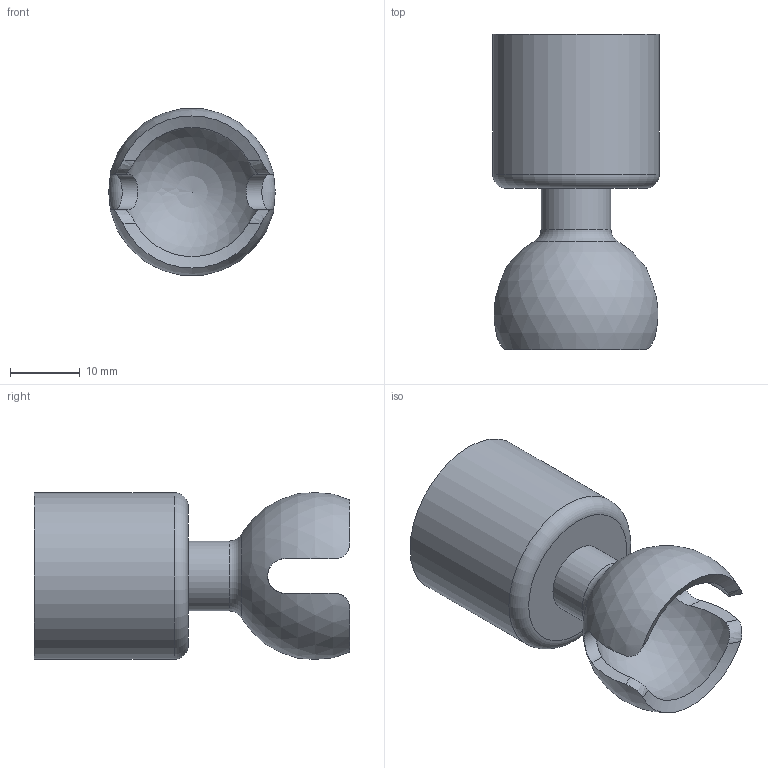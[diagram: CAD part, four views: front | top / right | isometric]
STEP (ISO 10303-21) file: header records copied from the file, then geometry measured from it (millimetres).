
FILE_DESCRIPTION(/* description */ (''),/* implementation_level */ '2;1');
FILE_NAME(/* name */ 'Ball rotative 2 v3.step',/* time_stamp */ '2018-02-07T11:50:34+01:00',/* author */ ('nicolas.herve40'),/* organization */ (''),/* preprocessor_version */ 'ST-DEVELOPER v16.13',/* originating_system */ 'Autodesk Translation Framework v6.5.0.72',/* authorisation */ '');
FILE_SCHEMA (('AUTOMOTIVE_DESIGN { 1 0 10303 214 3 1 1 }'));
Length unit declared in the file: millimetre
Products named in the file (1): Ball rotative 2
Bounding box: 23.8 x 45.07 x 23.82 mm (x, y, z)
Volume: 5725.7 mm3; surface area: 5879.3 mm2
Topology: 1 solids, 1 shells, 23 faces, 63 edges, 43 vertices
Faces by surface type: plane 7, cylinder 5, bspline 4, torus 3, sphere 2, cone 2
Full cylindrical faces by diameter (mm): 10 x1, 20.2 x1, 23.8 x1
Entity records: 985 total; most frequent: CARTESIAN_POINT 381, ORIENTED_EDGE 124, DIRECTION 113, EDGE_CURVE 62, AXIS2_PLACEMENT_3D 53, VERTEX_POINT 43, CIRCLE 33, EDGE_LOOP 25
